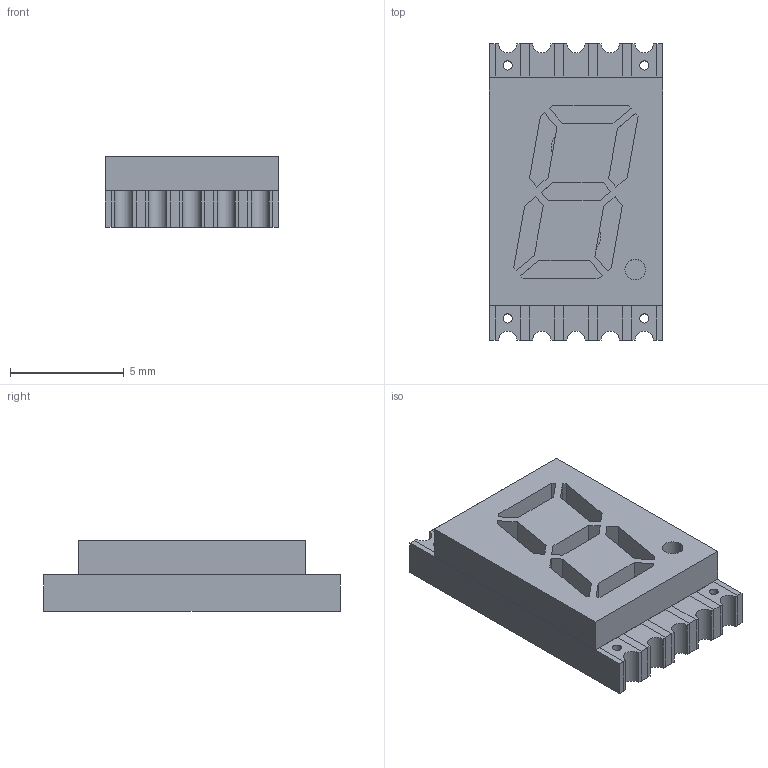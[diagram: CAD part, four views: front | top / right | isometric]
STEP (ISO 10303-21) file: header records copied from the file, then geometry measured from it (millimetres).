
FILE_DESCRIPTION (( 'STEP AP203' ), '1' );
FILE_NAME ('DSM7UA30101.STEP', '2019-12-26T19:44:34', ( '' ), ( '' ), 'SwSTEP 2.0', 'SolidWorks 2018', '' );
FILE_SCHEMA (( 'CONFIG_CONTROL_DESIGN' ));
Length unit declared in the file: inch
Products named in the file (7): DSM7UA30101; S3012PCB.4.STEP; S3012PCB.3.STEP; S3012PCB.2.STEP; DSM7UA3010X.STEP; S3012___r.STEP; S3012PCB.1.STEP
Assembly tree (15 placements, depth 3):
  DSM7UA30101
    DSM7UA3010X.STEP
      S3012PCB.1.STEP
      S3012PCB.2.STEP  x6
      S3012PCB.3.STEP  x4
      S3012PCB.4.STEP  x2
      S3012___r.STEP
Bounding box: 7.6 x 13 x 3.1 mm (x, y, z)
Volume: 242.5 mm3; surface area: 687.4 mm2
Topology: 14 solids, 14 shells, 196 faces, 504 edges, 336 vertices
Faces by surface type: plane 168, cylinder 28
Entity records: 4915 total; most frequent: CARTESIAN_POINT 701, ORIENTED_EDGE 672, DIRECTION 642, EDGE_CURVE 336, LINE 312, VECTOR 312, VERTEX_POINT 224, AXIS2_PLACEMENT_3D 165
